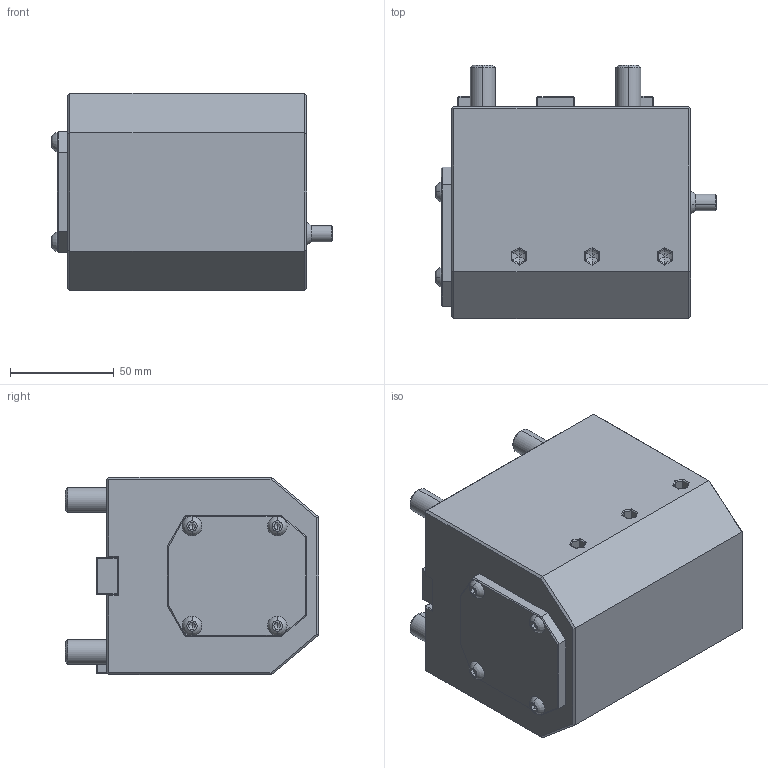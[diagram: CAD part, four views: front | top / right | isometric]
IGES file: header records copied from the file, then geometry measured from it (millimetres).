
Start section:  PTC IGES file: ngt_id_65_40_72_do.igs
Global section: file name: ngt_id_65_40_72_do.igs; native system: Pro/ENGINEER by Parametric Technology Corporation; preprocessor: 2010280; author: vali; organization: Unknown; date: 20230515.110105; units: millimetre
Bounding box: 135.09 x 122 x 95 mm (x, y, z)
Volume: 937403.5 mm3; surface area: 85957.7 mm2
Topology: 1 solids, 1 shells, 373 faces, 926 edges, 514 vertices
Faces by surface type: bspline 245, revolution 128
